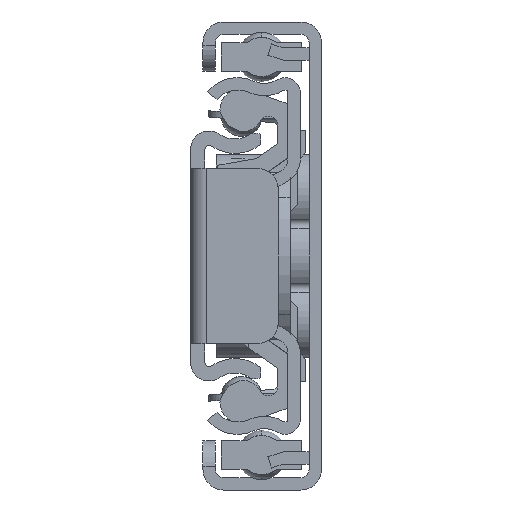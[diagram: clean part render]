
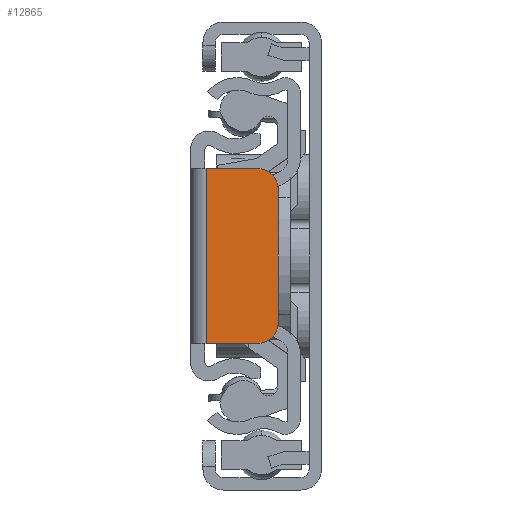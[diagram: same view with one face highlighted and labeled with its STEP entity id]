
A CAD part, front view. The second image highlights one B-rep face of the part: STEP entity #12865.
In plain terms, the highlighted face is planar.
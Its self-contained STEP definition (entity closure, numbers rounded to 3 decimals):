
#11680=DIRECTION('',(0.,0.,1.));
#11681=VECTOR('',#11680,17.);
#11682=CARTESIAN_POINT('',(-1.9,296.5,-8.5));
#11683=LINE('',#11682,#11681);
#11684=DIRECTION('',(-1.,0.,0.));
#11685=VECTOR('',#11684,5.);
#11686=CARTESIAN_POINT('',(3.1,296.5,-8.5));
#11687=LINE('',#11686,#11685);
#11688=CARTESIAN_POINT('',(3.1,296.5,-6.5));
#11689=DIRECTION('',(0.,1.,0.));
#11690=DIRECTION('',(1.,0.,0.));
#11691=AXIS2_PLACEMENT_3D('',#11688,#11689,#11690);
#11693=DIRECTION('',(0.,0.,-1.));
#11694=VECTOR('',#11693,13.);
#11695=CARTESIAN_POINT('',(5.1,296.5,6.5));
#11696=LINE('',#11695,#11694);
#11697=CARTESIAN_POINT('',(3.1,296.5,6.5));
#11698=DIRECTION('',(0.,1.,0.));
#11699=DIRECTION('',(0.,0.,1.));
#11700=AXIS2_PLACEMENT_3D('',#11697,#11698,#11699);
#11702=DIRECTION('',(1.,0.,0.));
#11703=VECTOR('',#11702,5.);
#11704=CARTESIAN_POINT('',(-1.9,296.5,8.5));
#11705=LINE('',#11704,#11703);
#12002=CARTESIAN_POINT('',(3.1,296.5,8.5));
#12003=CARTESIAN_POINT('',(5.1,296.5,6.5));
#12004=VERTEX_POINT('',#12002);
#12005=VERTEX_POINT('',#12003);
#12006=CARTESIAN_POINT('',(5.1,296.5,-6.5));
#12007=VERTEX_POINT('',#12006);
#12008=CARTESIAN_POINT('',(3.1,296.5,-8.5));
#12009=VERTEX_POINT('',#12008);
#12010=CARTESIAN_POINT('',(-1.9,296.5,8.5));
#12012=VERTEX_POINT('',#12010);
#12016=CARTESIAN_POINT('',(-1.9,296.5,-8.5));
#12017=VERTEX_POINT('',#12016);
#12849=CARTESIAN_POINT('',(-3.4,296.5,0.));
#12850=DIRECTION('',(0.,1.,0.));
#12851=DIRECTION('',(1.,0.,0.));
#12852=AXIS2_PLACEMENT_3D('',#12849,#12850,#12851);
#12853=PLANE('',#12852);
#12854=ORIENTED_EDGE('',*,*,#12826,.F.);
#12855=ORIENTED_EDGE('',*,*,#12812,.F.);
#12857=ORIENTED_EDGE('',*,*,#12856,.F.);
#12859=ORIENTED_EDGE('',*,*,#12858,.F.);
#12861=ORIENTED_EDGE('',*,*,#12860,.F.);
#12862=ORIENTED_EDGE('',*,*,#12837,.F.);
#12863=EDGE_LOOP('',(#12854,#12855,#12857,#12859,#12861,#12862));
#12864=FACE_OUTER_BOUND('',#12863,.F.);
#12865=ADVANCED_FACE('',(#12864),#12853,.T.);
#11692=CIRCLE('',#11691,2.);
#11701=CIRCLE('',#11700,2.);
#12812=EDGE_CURVE('',#12009,#12017,#11687,.T.);
#12826=EDGE_CURVE('',#12017,#12012,#11683,.T.);
#12837=EDGE_CURVE('',#12012,#12004,#11705,.T.);
#12856=EDGE_CURVE('',#12007,#12009,#11692,.T.);
#12858=EDGE_CURVE('',#12005,#12007,#11696,.T.);
#12860=EDGE_CURVE('',#12004,#12005,#11701,.T.);
